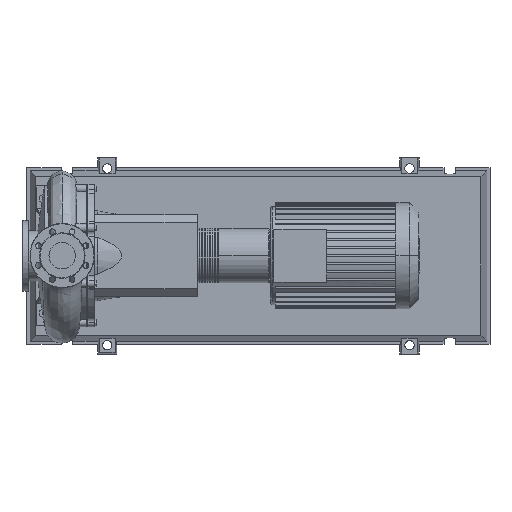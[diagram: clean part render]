
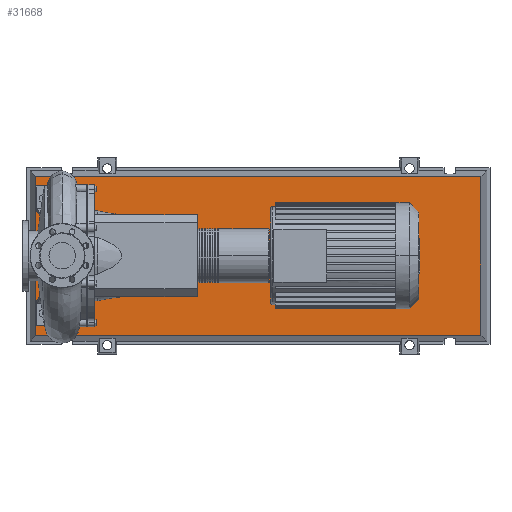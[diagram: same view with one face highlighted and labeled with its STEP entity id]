
A CAD part, top view. The second image highlights one B-rep face of the part: STEP entity #31668.
In plain terms, the highlighted planar face has unit normal (0, 0, 1).
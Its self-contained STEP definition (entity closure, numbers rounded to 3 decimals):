
#27835=CARTESIAN_POINT('',(1301.732,-246.732,103.0));
#27836=VERTEX_POINT('',#27835);
#27843=CARTESIAN_POINT('',(-81.732,-246.732,103.0));
#27844=VERTEX_POINT('',#27843);
#27845=CARTESIAN_POINT('',(1301.732,-246.732,103.0));
#27846=DIRECTION('',(-1.0,0.0,0.0));
#27847=VECTOR('',#27846,1383.465);
#27848=LINE('',#27845,#27847);
#27849=EDGE_CURVE('',#27836,#27844,#27848,.T.);
#31581=CARTESIAN_POINT('',(1301.732,246.732,103.0));
#31582=VERTEX_POINT('',#31581);
#31583=CARTESIAN_POINT('',(1301.732,246.732,103.0));
#31584=DIRECTION('',(0.0,-1.0,0.0));
#31585=VECTOR('',#31584,493.465);
#31586=LINE('',#31583,#31585);
#31587=EDGE_CURVE('',#31582,#27836,#31586,.T.);
#31605=CARTESIAN_POINT('',(-81.732,246.732,103.0));
#31606=VERTEX_POINT('',#31605);
#31607=CARTESIAN_POINT('',(-81.732,-246.732,103.0));
#31608=DIRECTION('',(0.0,1.0,0.0));
#31609=VECTOR('',#31608,493.465);
#31610=LINE('',#31607,#31609);
#31611=EDGE_CURVE('',#27844,#31606,#31610,.T.);
#31644=CARTESIAN_POINT('',(-81.732,246.732,103.0));
#31645=DIRECTION('',(1.0,0.0,0.0));
#31646=VECTOR('',#31645,1383.465);
#31647=LINE('',#31644,#31646);
#31648=EDGE_CURVE('',#31606,#31582,#31647,.T.);
#31657=CARTESIAN_POINT('',(610.,0.0,103.0));
#31658=DIRECTION('',(0.0,0.0,1.0));
#31659=DIRECTION('',(1.0,0.0,0.0));
#31660=AXIS2_PLACEMENT_3D('',#31657,#31658,#31659);
#31661=PLANE('',#31660);
#31662=ORIENTED_EDGE('',*,*,#31587,.F.);
#31663=ORIENTED_EDGE('',*,*,#31648,.F.);
#31664=ORIENTED_EDGE('',*,*,#31611,.F.);
#31665=ORIENTED_EDGE('',*,*,#27849,.F.);
#31666=EDGE_LOOP('',(#31662,#31663,#31664,#31665));
#31667=FACE_OUTER_BOUND('',#31666,.T.);
#31668=ADVANCED_FACE('',(#31667),#31661,.T.);
